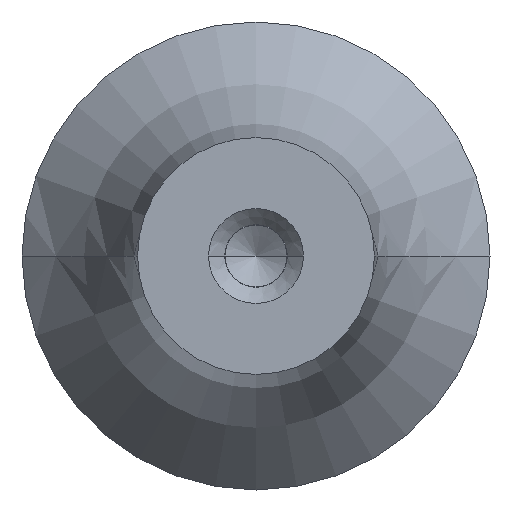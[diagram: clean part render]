
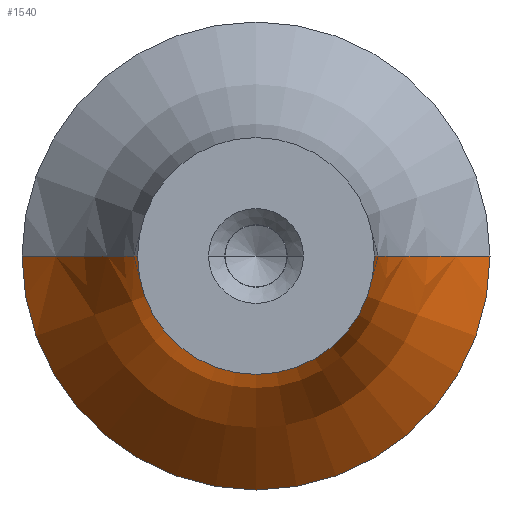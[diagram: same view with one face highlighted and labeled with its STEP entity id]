
A CAD part, front view. The second image highlights one B-rep face of the part: STEP entity #1540.
In plain terms, the highlighted toroidal (fillet/blend) face has major radius 22.73 mm and minor radius 16.48 mm.
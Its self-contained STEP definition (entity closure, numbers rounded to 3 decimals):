
#420=CARTESIAN_POINT('',(12.35,25.3,0.));
#430=VERTEX_POINT('',#420);
#590=CARTESIAN_POINT('',(-12.35,25.3,0.));
#600=VERTEX_POINT('',#590);
#630=CARTESIAN_POINT('',(0.,25.3,0.));
#640=DIRECTION('',(0.,1.,0.));
#650=DIRECTION('',(-1.,0.,0.));
#660=AXIS2_PLACEMENT_3D('',#630,#640,#650);
#670=CIRCLE('',#660,12.35);
#680=EDGE_CURVE('',#430,#600,#670,.T.);
#1210=CARTESIAN_POINT('',(0.,12.5,0.));
#1220=DIRECTION('',(0.,1.,0.));
#1230=DIRECTION('',(-1.,0.,0.));
#1240=AXIS2_PLACEMENT_3D('',#1210,#1220,#1230);
#1250=TOROIDAL_SURFACE('',#1240,22.73,16.48);
#1260=CARTESIAN_POINT('',(22.73,12.5,0.));
#1270=DIRECTION('',(0.,0.,-1.));
#1280=DIRECTION('',(-1.,0.,0.));
#1290=AXIS2_PLACEMENT_3D('',#1260,#1270,#1280);
#1300=CIRCLE('',#1290,16.48);
#1310=CARTESIAN_POINT('',(6.25,12.5,0.));
#1320=VERTEX_POINT('',#1310);
#1330=EDGE_CURVE('',#1320,#430,#1300,.T.);
#1340=ORIENTED_EDGE('',*,*,#1330,.F.);
#1350=ORIENTED_EDGE('',*,*,#680,.F.);
#1360=CARTESIAN_POINT('',(-22.73,12.5,0.));
#1370=DIRECTION('',(0.,0.,1.));
#1380=DIRECTION('',(1.,0.,0.));
#1390=AXIS2_PLACEMENT_3D('',#1360,#1370,#1380);
#1400=CIRCLE('',#1390,16.48);
#1410=CARTESIAN_POINT('',(-6.25,12.5,0.));
#1420=VERTEX_POINT('',#1410);
#1430=EDGE_CURVE('',#1420,#600,#1400,.T.);
#1440=ORIENTED_EDGE('',*,*,#1430,.T.);
#1450=CARTESIAN_POINT('',(0.,12.5,0.));
#1460=DIRECTION('',(0.,1.,0.));
#1470=DIRECTION('',(-1.,0.,0.));
#1480=AXIS2_PLACEMENT_3D('',#1450,#1460,#1470);
#1490=CIRCLE('',#1480,6.25);
#1500=EDGE_CURVE('',#1320,#1420,#1490,.T.);
#1510=ORIENTED_EDGE('',*,*,#1500,.T.);
#1520=EDGE_LOOP('',(#1510,#1440,#1350,#1340));
#1530=FACE_OUTER_BOUND('',#1520,.T.);
#1540=ADVANCED_FACE('',(#1530),#1250,.F.);
